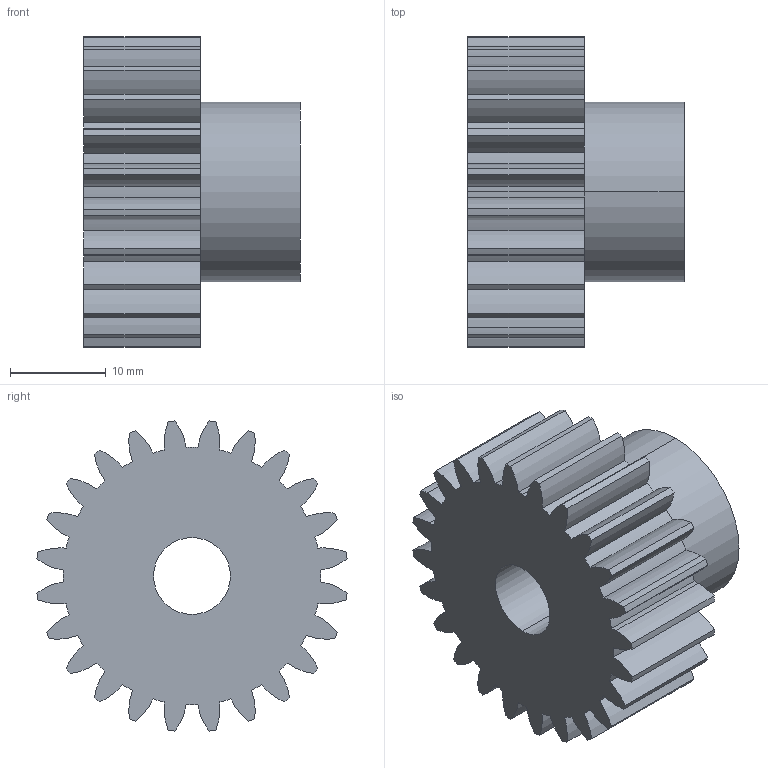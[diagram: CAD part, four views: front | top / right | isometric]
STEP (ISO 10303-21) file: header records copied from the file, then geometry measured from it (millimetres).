
FILE_DESCRIPTION (( 'STEP AP203' ), '1' );
FILE_NAME ('newpinionarcshooter.STEP', '2025-02-11T13:45:53', ( '' ), ( '' ), 'SwSTEP 2.0', 'SolidWorks 2024', '' );
FILE_SCHEMA (( 'CONFIG_CONTROL_DESIGN' ));
Length unit declared in the file: centimetre
Products named in the file (3): newpinionarcshooter; pinion_metalpart; Metric - Spur gear 1.25M 24T 20PA 12.15mmFW ---S24N75H50L8N_Metric - Spur gear 1.25M 24T 20PA 12.15mmFW ---S24N75H50L8N
Assembly tree (2 placements, depth 2):
  newpinionarcshooter
    Metric - Spur gear 1.25M 24T 20PA 12.15mmFW ---S24N75H50L8N_Metric - Spur gear 1.25M 24T 20PA 12.15mmFW ---S24N75H50L8N
    pinion_metalpart
Bounding box: 22.55 x 32.31 x 32.31 mm (x, y, z)
Volume: 10063 mm3; surface area: 5204 mm2
Topology: 2 solids, 2 shells, 111 faces, 321 edges, 214 vertices
Faces by surface type: cylinder 107, plane 4
Entity records: 4102 total; most frequent: DIRECTION 767, CARTESIAN_POINT 651, ORIENTED_EDGE 642, AXIS2_PLACEMENT_3D 330, EDGE_CURVE 321, CIRCLE 214, VERTEX_POINT 214, EDGE_LOOP 115
